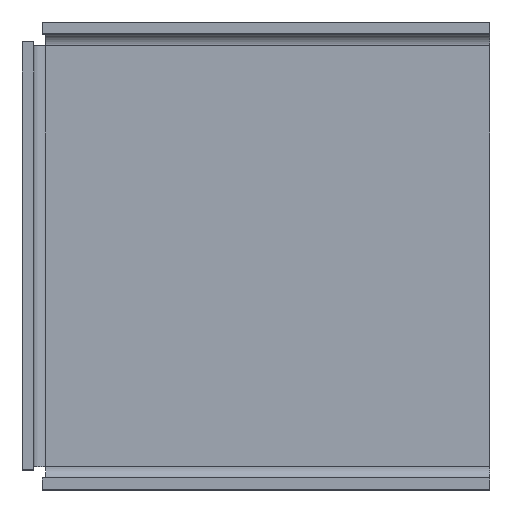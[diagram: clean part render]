
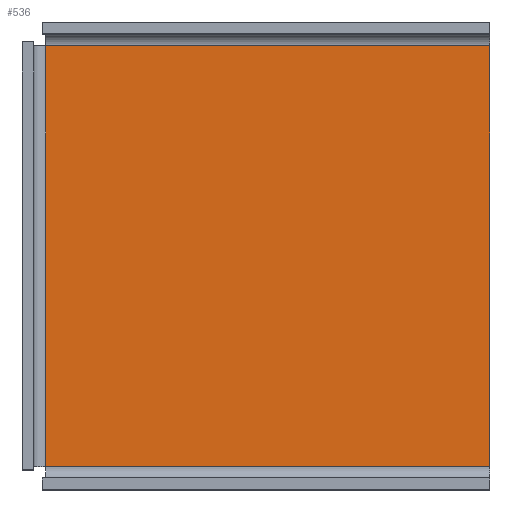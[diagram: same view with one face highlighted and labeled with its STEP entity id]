
A CAD part, top view. The second image highlights one B-rep face of the part: STEP entity #536.
In plain terms, the highlighted planar face has unit normal (0, 0, 1).
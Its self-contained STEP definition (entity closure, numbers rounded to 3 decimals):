
#40=PLANE('',#596);
#74=FACE_OUTER_BOUND('',#108,.T.);
#108=EDGE_LOOP('',(#487,#488,#489,#490));
#141=LINE('',#799,#201);
#160=LINE('',#846,#220);
#180=LINE('',#893,#240);
#181=LINE('',#896,#241);
#201=VECTOR('',#645,10.);
#220=VECTOR('',#692,10.);
#240=VECTOR('',#742,10.);
#241=VECTOR('',#747,10.);
#253=VERTEX_POINT('',#780);
#254=VERTEX_POINT('',#784);
#266=VERTEX_POINT('',#823);
#269=VERTEX_POINT('',#836);
#305=EDGE_CURVE('',#254,#253,#141,.T.);
#328=EDGE_CURVE('',#266,#269,#160,.T.);
#352=EDGE_CURVE('',#269,#254,#180,.T.);
#353=EDGE_CURVE('',#253,#266,#181,.T.);
#487=ORIENTED_EDGE('',*,*,#305,.T.);
#488=ORIENTED_EDGE('',*,*,#353,.T.);
#489=ORIENTED_EDGE('',*,*,#328,.T.);
#490=ORIENTED_EDGE('',*,*,#352,.T.);
#536=ADVANCED_FACE('',(#74),#40,.T.);
#596=AXIS2_PLACEMENT_3D('',#895,#745,#746);
#645=DIRECTION('',(1.,0.,0.));
#692=DIRECTION('',(-1.,0.,0.));
#742=DIRECTION('',(0.,-1.,0.));
#745=DIRECTION('center_axis',(0.,0.,1.));
#746=DIRECTION('ref_axis',(1.,0.,0.));
#747=DIRECTION('',(0.,1.,0.));
#780=CARTESIAN_POINT('',(120.,6.,3.));
#784=CARTESIAN_POINT('',(6.,6.,3.));
#799=CARTESIAN_POINT('',(33.,6.,3.));
#823=CARTESIAN_POINT('',(120.,114.,3.));
#836=CARTESIAN_POINT('',(6.,114.,3.));
#846=CARTESIAN_POINT('',(90.,114.,3.));
#893=CARTESIAN_POINT('',(6.,87.,3.));
#895=CARTESIAN_POINT('Origin',(60.,60.,3.));
#896=CARTESIAN_POINT('',(120.,0.,3.));
